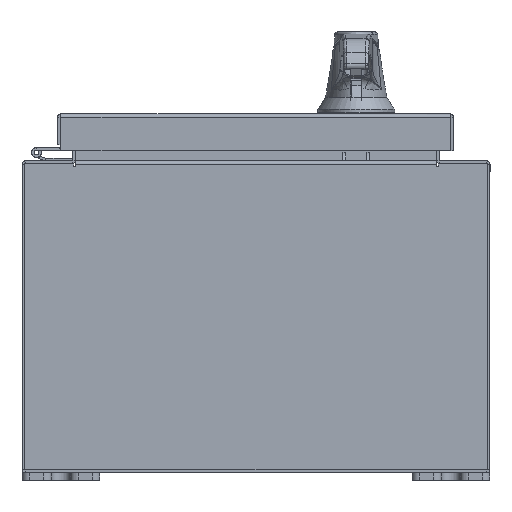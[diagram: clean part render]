
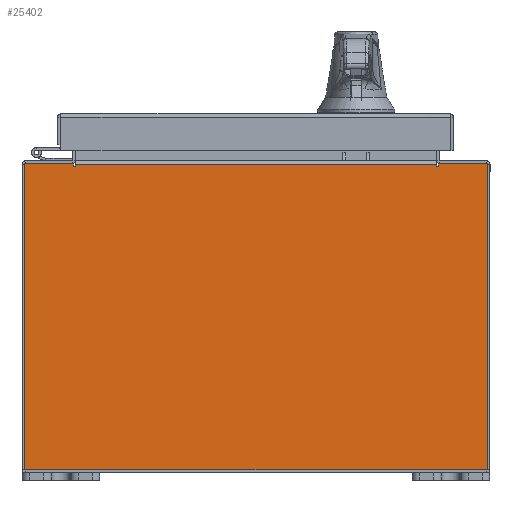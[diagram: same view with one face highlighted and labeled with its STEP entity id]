
A CAD part, front view. The second image highlights one B-rep face of the part: STEP entity #25402.
In plain terms, the highlighted face is planar.
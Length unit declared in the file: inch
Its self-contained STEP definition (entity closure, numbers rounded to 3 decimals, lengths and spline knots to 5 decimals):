
#12 = EDGE_CURVE ( 'NONE', #16013, #83072, #90609, .T. ) ;
#179 = VERTEX_POINT ( 'NONE', #100893 ) ;
#1552 = VECTOR ( 'NONE', #11048, 39.37008 ) ;
#2631 = CARTESIAN_POINT ( 'NONE',  ( -5.9253, 0., -3.9253 ) ) ;
#2904 = ORIENTED_EDGE ( 'NONE', *, *, #43232, .T. ) ;
#4043 = VECTOR ( 'NONE', #47886, 39.37008 ) ;
#6322 = EDGE_CURVE ( 'NONE', #97662, #46824, #31208, .T. ) ;
#6886 = AXIS2_PLACEMENT_3D ( 'NONE', #45989, #103120, #54202 ) ;
#7567 = AXIS2_PLACEMENT_3D ( 'NONE', #79665, #30718, #87856 ) ;
#8867 = ORIENTED_EDGE ( 'NONE', *, *, #29362, .T. ) ;
#9062 = CARTESIAN_POINT ( 'NONE',  ( -5.9253, 0., -3.9253 ) ) ;
#9599 = CARTESIAN_POINT ( 'NONE',  ( -4.6372, 0., 3.9123 ) ) ;
#10423 = CARTESIAN_POINT ( 'NONE',  ( 4.65588, 0., 3.87495 ) ) ;
#11048 = DIRECTION ( 'NONE',  ( 1., 0., 0. ) ) ;
#12773 = CARTESIAN_POINT ( 'NONE',  ( -4.6372, 0., 3.87495 ) ) ;
#14750 = ORIENTED_EDGE ( 'NONE', *, *, #60664, .F. ) ;
#15192 = CARTESIAN_POINT ( 'NONE',  ( 4.6372, 0., 0. ) ) ;
#16013 = VERTEX_POINT ( 'NONE', #78030 ) ;
#16923 = CARTESIAN_POINT ( 'NONE',  ( 5.9253, 0., 3.9253 ) ) ;
#18654 = DIRECTION ( 'NONE',  ( 0., 0., -1. ) ) ;
#25402 = ADVANCED_FACE ( 'NONE', ( #87580 ), #62167, .F. ) ;
#25838 = LINE ( 'NONE', #31445, #4043 ) ;
#27855 = DIRECTION ( 'NONE',  ( 0., 0., -1. ) ) ;
#28630 = VECTOR ( 'NONE', #92681, 39.37008 ) ;
#29362 = EDGE_CURVE ( 'NONE', #102753, #97662, #46302, .T. ) ;
#30718 = DIRECTION ( 'NONE',  ( 0., -1., 0. ) ) ;
#31208 = LINE ( 'NONE', #2631, #28630 ) ;
#31445 = CARTESIAN_POINT ( 'NONE',  ( -4.67455, 0., 0. ) ) ;
#33225 = VERTEX_POINT ( 'NONE', #64380 ) ;
#33528 = CARTESIAN_POINT ( 'NONE',  ( 5.9253, 0., 3.9253 ) ) ;
#33559 = LINE ( 'NONE', #85206, #74454 ) ;
#34100 = VECTOR ( 'NONE', #68598, 39.37008 ) ;
#35233 = ORIENTED_EDGE ( 'NONE', *, *, #6322, .T. ) ;
#35752 = CARTESIAN_POINT ( 'NONE',  ( -4.6372, 0., 0. ) ) ;
#35967 = ORIENTED_EDGE ( 'NONE', *, *, #69234, .T. ) ;
#36071 = CARTESIAN_POINT ( 'NONE',  ( 4.67455, 0., 0. ) ) ;
#37307 = VECTOR ( 'NONE', #54892, 39.37008 ) ;
#40276 = EDGE_CURVE ( 'NONE', #40996, #89057, #33559, .T. ) ;
#40996 = VERTEX_POINT ( 'NONE', #67281 ) ;
#41438 = ORIENTED_EDGE ( 'NONE', *, *, #99073, .F. ) ;
#43232 = EDGE_CURVE ( 'NONE', #179, #83072, #69052, .T. ) ;
#44765 = ORIENTED_EDGE ( 'NONE', *, *, #105563, .F. ) ;
#45989 = CARTESIAN_POINT ( 'NONE',  ( -4.65587, 0., 3.87495 ) ) ;
#46302 = LINE ( 'NONE', #33528, #87182 ) ;
#46646 = CIRCLE ( 'NONE', #70126, 0.01868 ) ;
#46824 = VERTEX_POINT ( 'NONE', #9062 ) ;
#47886 = DIRECTION ( 'NONE',  ( 0., 0., 1. ) ) ;
#47968 = VECTOR ( 'NONE', #27855, 39.37008 ) ;
#48722 = ORIENTED_EDGE ( 'NONE', *, *, #50927, .F. ) ;
#49552 = CARTESIAN_POINT ( 'NONE',  ( 5.9253, 0., -3.9253 ) ) ;
#50240 = VERTEX_POINT ( 'NONE', #69737 ) ;
#50515 = LINE ( 'NONE', #36071, #47968 ) ;
#50927 = EDGE_CURVE ( 'NONE', #97013, #33225, #50515, .T. ) ;
#53711 = VERTEX_POINT ( 'NONE', #12773 ) ;
#54202 = DIRECTION ( 'NONE',  ( 0., 0., -1. ) ) ;
#54892 = DIRECTION ( 'NONE',  ( 0., 0., 1. ) ) ;
#58189 = DIRECTION ( 'NONE',  ( 0., 0., -1. ) ) ;
#58597 = DIRECTION ( 'NONE',  ( 1., 0., 0. ) ) ;
#60664 = EDGE_CURVE ( 'NONE', #53711, #50240, #79760, .T. ) ;
#62167 = PLANE ( 'NONE',  #7567 ) ;
#62838 = ORIENTED_EDGE ( 'NONE', *, *, #12, .F. ) ;
#64187 = DIRECTION ( 'NONE',  ( 0., 0., 1. ) ) ;
#64380 = CARTESIAN_POINT ( 'NONE',  ( 4.67455, 0., 3.87495 ) ) ;
#66718 = EDGE_CURVE ( 'NONE', #33225, #16013, #46646, .T. ) ;
#66752 = EDGE_LOOP ( 'NONE', ( #44765, #14750, #41438, #2904, #62838, #80236, #48722, #35967, #8867, #35233, #83103, #103276 ) ) ;
#67281 = CARTESIAN_POINT ( 'NONE',  ( -5.9253, 0., 3.9253 ) ) ;
#67613 = DIRECTION ( 'NONE',  ( 0., 1., 0. ) ) ;
#68598 = DIRECTION ( 'NONE',  ( 0., 0., -1. ) ) ;
#68923 = VECTOR ( 'NONE', #64187, 39.37008 ) ;
#69052 = LINE ( 'NONE', #9599, #90754 ) ;
#69234 = EDGE_CURVE ( 'NONE', #97013, #102753, #91089, .T. ) ;
#69737 = CARTESIAN_POINT ( 'NONE',  ( -4.67455, 0., 3.87495 ) ) ;
#70104 = CARTESIAN_POINT ( 'NONE',  ( 4.67455, 0., 3.9253 ) ) ;
#70126 = AXIS2_PLACEMENT_3D ( 'NONE', #10423, #67613, #18654 ) ;
#71257 = CARTESIAN_POINT ( 'NONE',  ( -5.9253, 0., 3.9253 ) ) ;
#71757 = CARTESIAN_POINT ( 'NONE',  ( 4.6372, 0., 3.9123 ) ) ;
#74454 = VECTOR ( 'NONE', #93446, 39.37008 ) ;
#76449 = CARTESIAN_POINT ( 'NONE',  ( -5.9253, 0., 3.9253 ) ) ;
#78030 = CARTESIAN_POINT ( 'NONE',  ( 4.6372, 0., 3.87495 ) ) ;
#79665 = CARTESIAN_POINT ( 'NONE',  ( 0., 0., 0. ) ) ;
#79760 = CIRCLE ( 'NONE', #6886, 0.01868 ) ;
#80156 = LINE ( 'NONE', #35752, #34100 ) ;
#80236 = ORIENTED_EDGE ( 'NONE', *, *, #66718, .F. ) ;
#83072 = VERTEX_POINT ( 'NONE', #71757 ) ;
#83103 = ORIENTED_EDGE ( 'NONE', *, *, #83936, .T. ) ;
#83936 = EDGE_CURVE ( 'NONE', #46824, #40996, #99939, .T. ) ;
#85206 = CARTESIAN_POINT ( 'NONE',  ( -5.9253, 0., 3.9253 ) ) ;
#87182 = VECTOR ( 'NONE', #58189, 39.37008 ) ;
#87580 = FACE_OUTER_BOUND ( 'NONE', #66752, .T. ) ;
#87856 = DIRECTION ( 'NONE',  ( 0., 0., -1. ) ) ;
#89057 = VERTEX_POINT ( 'NONE', #103966 ) ;
#90609 = LINE ( 'NONE', #15192, #68923 ) ;
#90754 = VECTOR ( 'NONE', #58597, 39.37008 ) ;
#91089 = LINE ( 'NONE', #76449, #1552 ) ;
#92681 = DIRECTION ( 'NONE',  ( -1., 0., 0. ) ) ;
#93446 = DIRECTION ( 'NONE',  ( 1., 0., 0. ) ) ;
#97013 = VERTEX_POINT ( 'NONE', #70104 ) ;
#97662 = VERTEX_POINT ( 'NONE', #49552 ) ;
#99073 = EDGE_CURVE ( 'NONE', #179, #53711, #80156, .T. ) ;
#99939 = LINE ( 'NONE', #71257, #37307 ) ;
#100893 = CARTESIAN_POINT ( 'NONE',  ( -4.6372, 0., 3.9123 ) ) ;
#102753 = VERTEX_POINT ( 'NONE', #16923 ) ;
#103120 = DIRECTION ( 'NONE',  ( 0., 1., 0. ) ) ;
#103276 = ORIENTED_EDGE ( 'NONE', *, *, #40276, .T. ) ;
#103966 = CARTESIAN_POINT ( 'NONE',  ( -4.67455, 0., 3.9253 ) ) ;
#105563 = EDGE_CURVE ( 'NONE', #50240, #89057, #25838, .T. ) ;
